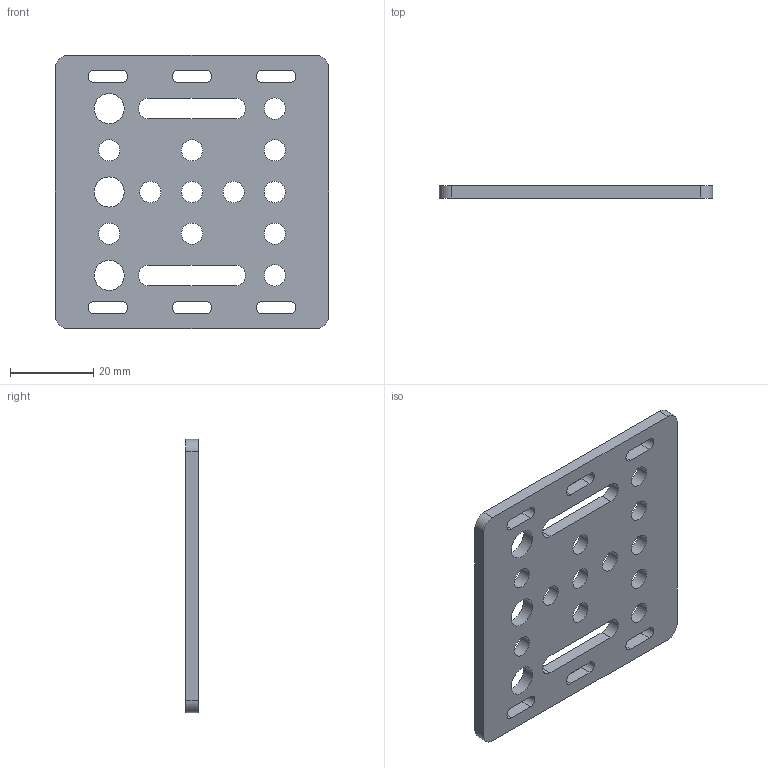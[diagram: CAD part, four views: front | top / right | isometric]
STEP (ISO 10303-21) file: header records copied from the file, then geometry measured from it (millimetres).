
FILE_DESCRIPTION(/* description */ (''),/* implementation_level */ '2;1');
FILE_NAME(/* name */ 'V-Slot Gantry Plate 20mm.step',/* time_stamp */ '2019-09-18T11:31:08-05:00',/* author */ (''),/* organization */ (''),/* preprocessor_version */ 'ST-DEVELOPER v18',/* originating_system */ 'Autodesk Translation Framework v8.6.0.1094',/* authorisation */ '');
FILE_SCHEMA (('AUTOMOTIVE_DESIGN { 1 0 10303 214 3 1 1 }'));
Length unit declared in the file: millimetre
Products named in the file (1): V-Slot Gantry Plate 20mm
Bounding box: 65.5 x 3 x 65.5 mm (x, y, z)
Volume: 10530.5 mm3; surface area: 9316.8 mm2
Topology: 1 solids, 1 shells, 57 faces, 177 edges, 122 vertices
Faces by surface type: cylinder 35, plane 22
Full cylindrical faces by diameter (mm): 5.1 x12, 7.2 x3
Entity records: 2154 total; most frequent: DIRECTION 375, CARTESIAN_POINT 357, ORIENTED_EDGE 354, EDGE_CURVE 177, AXIS2_PLACEMENT_3D 140, VERTEX_POINT 122, EDGE_LOOP 103, LINE 95
